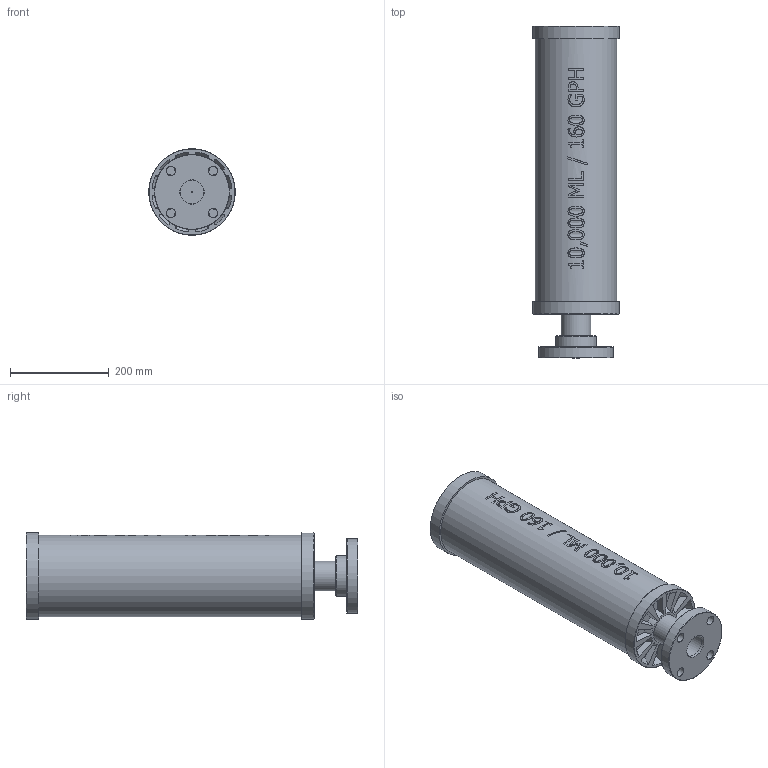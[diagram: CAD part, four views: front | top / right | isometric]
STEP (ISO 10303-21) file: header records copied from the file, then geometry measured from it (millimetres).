
FILE_DESCRIPTION((''),'2;1');
FILE_NAME('PV#3-10000-F_R0.ipt.stp','2017-07-11T09:26:15',(''),(''),'Autodesk Inventor 2009','Autodesk Inventor 2009','');
FILE_SCHEMA(('AUTOMOTIVE_DESIGN { 1 0 10303 214 1 1 1 1 }'));
Length unit declared in the file: inch
Products named in the file (1): PV#3-10000-F_R0
Bounding box: 175.41 x 673.1 x 175.41 mm (x, y, z)
Volume: 2132097.7 mm3; surface area: 810362.8 mm2
Topology: 1 solids, 1 shells, 324 faces, 804 edges, 526 vertices
Faces by surface type: bspline 153, plane 101, cylinder 36, cone 21, torus 13
Full cylindrical faces by diameter (mm): 18.923 x4, 48.59 x1, 49.251 x1, 60.325 x2, 82.398 x1, 152.4 x1, 160.528 x1, 165.1 x1, 175.412 x2
Entity records: 58021 total; most frequent: CARTESIAN_POINT 51396, ORIENTED_EDGE 1520, DIRECTION 892, EDGE_CURVE 760, VERTEX_POINT 521, EDGE_LOOP 417, FACE_OUTER_BOUND 324, ADVANCED_FACE 324
